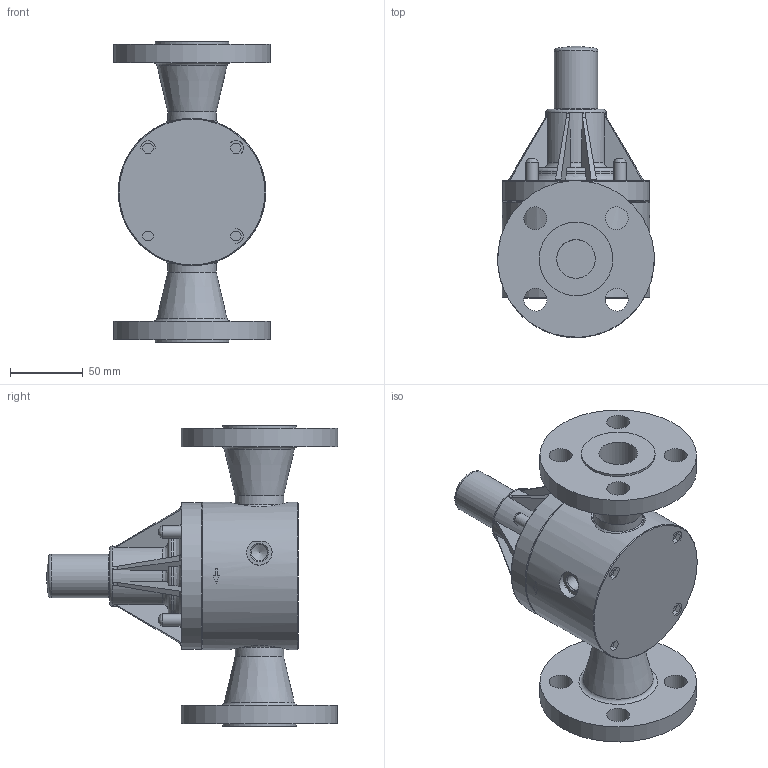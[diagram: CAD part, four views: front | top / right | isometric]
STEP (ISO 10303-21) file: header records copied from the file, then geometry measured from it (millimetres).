
FILE_DESCRIPTION((''),'2;1');
FILE_NAME('ECO-110E-SS_R0.stp','2017-03-07T11:23:14',('salesdesk5'),(''),'Autodesk Inventor 2009','Autodesk Inventor 2009','');
FILE_SCHEMA(('AUTOMOTIVE_DESIGN { 1 0 10303 214 1 1 1 1 }'));
Length unit declared in the file: inch
Products named in the file (1): ECO-110E-SS_R0
Bounding box: 107.73 x 200.53 x 207.01 mm (x, y, z)
Volume: 1039623.2 mm3; surface area: 133905.6 mm2
Topology: 1 solids, 6 shells, 247 faces, 615 edges, 405 vertices
Faces by surface type: plane 109, cylinder 68, bspline 36, torus 19, cone 15
Full cylindrical faces by diameter (mm): 5.842 x4, 6.502 x4, 6.528 x1, 8.382 x4, 10.16 x4, 11.125 x2, 15.748 x8, 26.645 x2, 29.972 x1, 33.401 x2, 41.656 x1, 50.8 x2, 101.6 x2, 107.95 x2
Entity records: 8429 total; most frequent: CARTESIAN_POINT 2716, DIRECTION 1138, ORIENTED_EDGE 1054, EDGE_CURVE 527, AXIS2_PLACEMENT_3D 477, VERTEX_POINT 383, EDGE_LOOP 362, FACE_OUTER_BOUND 247
